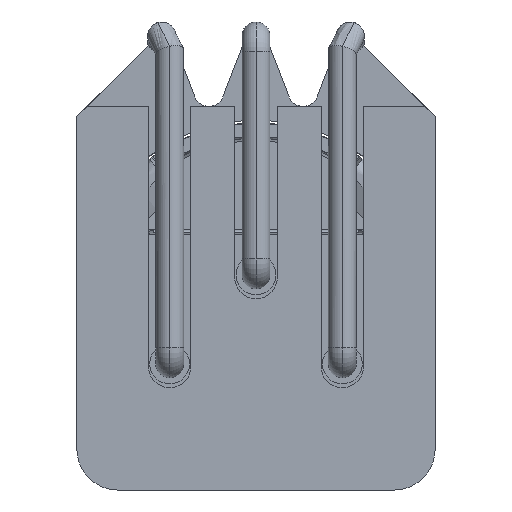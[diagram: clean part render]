
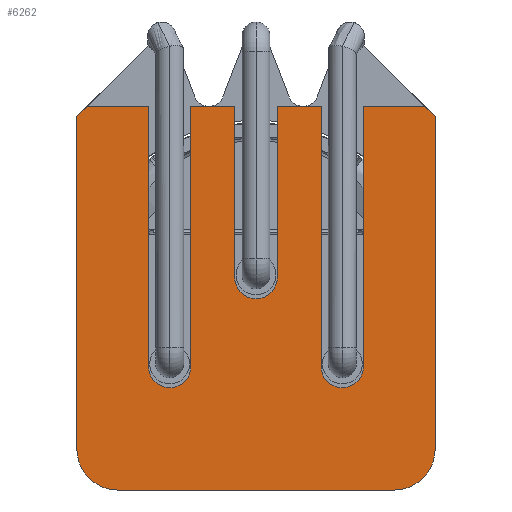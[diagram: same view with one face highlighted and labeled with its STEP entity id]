
A CAD part, front view. The second image highlights one B-rep face of the part: STEP entity #6262.
In plain terms, the highlighted planar face has unit normal (0, -1, 0).
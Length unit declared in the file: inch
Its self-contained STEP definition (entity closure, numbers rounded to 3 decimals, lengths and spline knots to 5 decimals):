
#235=CARTESIAN_POINT('',(0.104,-0.168,-0.114));
#236=DIRECTION('',(0.,-1.,0.));
#237=DIRECTION('',(0.,0.,-1.));
#238=AXIS2_PLACEMENT_3D('',#235,#236,#237);
#240=DIRECTION('',(-1.,0.,0.));
#241=VECTOR('',#240,0.208);
#242=CARTESIAN_POINT('',(0.104,-0.168,-0.145));
#243=LINE('',#242,#241);
#244=CARTESIAN_POINT('',(-0.104,-0.168,-0.114));
#245=DIRECTION('',(0.,-1.,0.));
#246=DIRECTION('',(-1.,0.,0.));
#247=AXIS2_PLACEMENT_3D('',#244,#245,#246);
#249=DIRECTION('',(0.,0.,1.));
#250=VECTOR('',#249,0.25);
#251=CARTESIAN_POINT('',(-0.135,-0.168,-0.114));
#252=LINE('',#251,#250);
#253=DIRECTION('',(0.707,0.,0.707));
#254=VECTOR('',#253,0.01106);
#255=CARTESIAN_POINT('',(-0.135,-0.168,0.136));
#256=LINE('',#255,#254);
#257=DIRECTION('',(1.,0.,0.));
#258=VECTOR('',#257,0.04618);
#259=CARTESIAN_POINT('',(-0.12718,-0.168,0.14382));
#260=LINE('',#259,#258);
#261=DIRECTION('',(0.,0.,-1.));
#262=VECTOR('',#261,0.19582);
#263=CARTESIAN_POINT('',(-0.081,-0.168,0.14382));
#264=LINE('',#263,#262);
#265=CARTESIAN_POINT('',(-0.065,-0.168,-0.052));
#266=DIRECTION('',(0.,-1.,0.));
#267=DIRECTION('',(-1.,0.,0.));
#268=AXIS2_PLACEMENT_3D('',#265,#266,#267);
#270=DIRECTION('',(-1.,0.,0.));
#271=VECTOR('',#270,0.033);
#272=CARTESIAN_POINT('',(-0.016,-0.168,0.14382));
#273=LINE('',#272,#271);
#274=DIRECTION('',(0.,0.,1.));
#275=VECTOR('',#274,0.12882);
#276=CARTESIAN_POINT('',(-0.016,-0.168,0.015));
#277=LINE('',#276,#275);
#278=CARTESIAN_POINT('',(0.,-0.168,0.015));
#279=DIRECTION('',(0.,-1.,0.));
#280=DIRECTION('',(-1.,0.,0.));
#281=AXIS2_PLACEMENT_3D('',#278,#279,#280);
#283=DIRECTION('',(0.,0.,-1.));
#284=VECTOR('',#283,0.12882);
#285=CARTESIAN_POINT('',(0.016,-0.168,0.14382));
#286=LINE('',#285,#284);
#287=DIRECTION('',(-1.,0.,0.));
#288=VECTOR('',#287,0.033);
#289=CARTESIAN_POINT('',(0.049,-0.168,0.14382));
#290=LINE('',#289,#288);
#291=CARTESIAN_POINT('',(0.065,-0.168,-0.052));
#292=DIRECTION('',(0.,-1.,0.));
#293=DIRECTION('',(-1.,0.,0.));
#294=AXIS2_PLACEMENT_3D('',#291,#292,#293);
#296=DIRECTION('',(0.,0.,1.));
#297=VECTOR('',#296,0.19582);
#298=CARTESIAN_POINT('',(0.081,-0.168,-0.052));
#299=LINE('',#298,#297);
#300=DIRECTION('',(1.,0.,0.));
#301=VECTOR('',#300,0.04618);
#302=CARTESIAN_POINT('',(0.081,-0.168,0.14382));
#303=LINE('',#302,#301);
#304=DIRECTION('',(0.707,0.,-0.707));
#305=VECTOR('',#304,0.01106);
#306=CARTESIAN_POINT('',(0.12718,-0.168,0.14382));
#307=LINE('',#306,#305);
#308=DIRECTION('',(0.,0.,-1.));
#309=VECTOR('',#308,0.25);
#310=CARTESIAN_POINT('',(0.135,-0.168,0.136));
#311=LINE('',#310,#309);
#765=DIRECTION('',(0.,0.,-1.));
#766=VECTOR('',#765,0.19582);
#767=CARTESIAN_POINT('',(-0.049,-0.168,0.14382));
#768=LINE('',#767,#766);
#944=DIRECTION('',(0.,0.,1.));
#945=VECTOR('',#944,0.19582);
#946=CARTESIAN_POINT('',(0.049,-0.168,-0.052));
#947=LINE('',#946,#945);
#5340=CARTESIAN_POINT('',(-0.135,-0.168,0.136));
#5341=VERTEX_POINT('',#5340);
#5342=CARTESIAN_POINT('',(0.135,-0.168,0.136));
#5343=VERTEX_POINT('',#5342);
#5376=CARTESIAN_POINT('',(-0.12718,-0.168,0.14382));
#5377=CARTESIAN_POINT('',(-0.081,-0.168,0.14382));
#5378=VERTEX_POINT('',#5376);
#5379=VERTEX_POINT('',#5377);
#5380=CARTESIAN_POINT('',(-0.081,-0.168,-0.052));
#5381=VERTEX_POINT('',#5380);
#5382=CARTESIAN_POINT('',(-0.049,-0.168,-0.052));
#5383=VERTEX_POINT('',#5382);
#5384=CARTESIAN_POINT('',(0.049,-0.168,-0.052));
#5385=CARTESIAN_POINT('',(0.081,-0.168,-0.052));
#5386=VERTEX_POINT('',#5384);
#5387=VERTEX_POINT('',#5385);
#5388=CARTESIAN_POINT('',(0.081,-0.168,0.14382));
#5389=VERTEX_POINT('',#5388);
#5390=CARTESIAN_POINT('',(0.12718,-0.168,0.14382));
#5391=VERTEX_POINT('',#5390);
#5432=CARTESIAN_POINT('',(0.049,-0.168,0.14382));
#5433=CARTESIAN_POINT('',(0.016,-0.168,0.14382));
#5434=VERTEX_POINT('',#5432);
#5435=VERTEX_POINT('',#5433);
#5436=CARTESIAN_POINT('',(-0.016,-0.168,0.14382));
#5437=CARTESIAN_POINT('',(-0.049,-0.168,0.14382));
#5438=VERTEX_POINT('',#5436);
#5439=VERTEX_POINT('',#5437);
#5449=CARTESIAN_POINT('',(-0.016,-0.168,0.015));
#5451=VERTEX_POINT('',#5449);
#5453=CARTESIAN_POINT('',(0.016,-0.168,0.015));
#5455=VERTEX_POINT('',#5453);
#5804=CARTESIAN_POINT('',(0.104,-0.168,-0.145));
#5805=CARTESIAN_POINT('',(0.135,-0.168,-0.114));
#5806=VERTEX_POINT('',#5804);
#5807=VERTEX_POINT('',#5805);
#5812=CARTESIAN_POINT('',(-0.135,-0.168,-0.114));
#5813=CARTESIAN_POINT('',(-0.104,-0.168,-0.145));
#5814=VERTEX_POINT('',#5812);
#5815=VERTEX_POINT('',#5813);
#6216=CARTESIAN_POINT('',(0.,-0.168,0.));
#6217=DIRECTION('',(0.,1.,0.));
#6218=DIRECTION('',(1.,0.,0.));
#6219=AXIS2_PLACEMENT_3D('',#6216,#6217,#6218);
#6220=PLANE('',#6219);
#6221=ORIENTED_EDGE('',*,*,#6206,.F.);
#6223=ORIENTED_EDGE('',*,*,#6222,.T.);
#6225=ORIENTED_EDGE('',*,*,#6224,.F.);
#6227=ORIENTED_EDGE('',*,*,#6226,.T.);
#6229=ORIENTED_EDGE('',*,*,#6228,.T.);
#6231=ORIENTED_EDGE('',*,*,#6230,.T.);
#6233=ORIENTED_EDGE('',*,*,#6232,.T.);
#6235=ORIENTED_EDGE('',*,*,#6234,.T.);
#6237=ORIENTED_EDGE('',*,*,#6236,.F.);
#6239=ORIENTED_EDGE('',*,*,#6238,.F.);
#6241=ORIENTED_EDGE('',*,*,#6240,.F.);
#6243=ORIENTED_EDGE('',*,*,#6242,.T.);
#6245=ORIENTED_EDGE('',*,*,#6244,.F.);
#6247=ORIENTED_EDGE('',*,*,#6246,.F.);
#6249=ORIENTED_EDGE('',*,*,#6248,.F.);
#6251=ORIENTED_EDGE('',*,*,#6250,.T.);
#6253=ORIENTED_EDGE('',*,*,#6252,.T.);
#6255=ORIENTED_EDGE('',*,*,#6254,.T.);
#6257=ORIENTED_EDGE('',*,*,#6256,.T.);
#6259=ORIENTED_EDGE('',*,*,#6258,.T.);
#6260=EDGE_LOOP('',(#6221,#6223,#6225,#6227,#6229,#6231,#6233,#6235,#6237,#6239,
#6241,#6243,#6245,#6247,#6249,#6251,#6253,#6255,#6257,#6259));
#6261=FACE_OUTER_BOUND('',#6260,.F.);
#6262=ADVANCED_FACE('',(#6261),#6220,.F.);
#239=CIRCLE('',#238,0.031);
#248=CIRCLE('',#247,0.031);
#269=CIRCLE('',#268,0.016);
#282=CIRCLE('',#281,0.016);
#295=CIRCLE('',#294,0.016);
#6206=EDGE_CURVE('',#5806,#5807,#239,.T.);
#6222=EDGE_CURVE('',#5806,#5815,#243,.T.);
#6224=EDGE_CURVE('',#5814,#5815,#248,.T.);
#6226=EDGE_CURVE('',#5814,#5341,#252,.T.);
#6228=EDGE_CURVE('',#5341,#5378,#256,.T.);
#6230=EDGE_CURVE('',#5378,#5379,#260,.T.);
#6232=EDGE_CURVE('',#5379,#5381,#264,.T.);
#6234=EDGE_CURVE('',#5381,#5383,#269,.T.);
#6236=EDGE_CURVE('',#5439,#5383,#768,.T.);
#6238=EDGE_CURVE('',#5438,#5439,#273,.T.);
#6240=EDGE_CURVE('',#5451,#5438,#277,.T.);
#6242=EDGE_CURVE('',#5451,#5455,#282,.T.);
#6244=EDGE_CURVE('',#5435,#5455,#286,.T.);
#6246=EDGE_CURVE('',#5434,#5435,#290,.T.);
#6248=EDGE_CURVE('',#5386,#5434,#947,.T.);
#6250=EDGE_CURVE('',#5386,#5387,#295,.T.);
#6252=EDGE_CURVE('',#5387,#5389,#299,.T.);
#6254=EDGE_CURVE('',#5389,#5391,#303,.T.);
#6256=EDGE_CURVE('',#5391,#5343,#307,.T.);
#6258=EDGE_CURVE('',#5343,#5807,#311,.T.);
